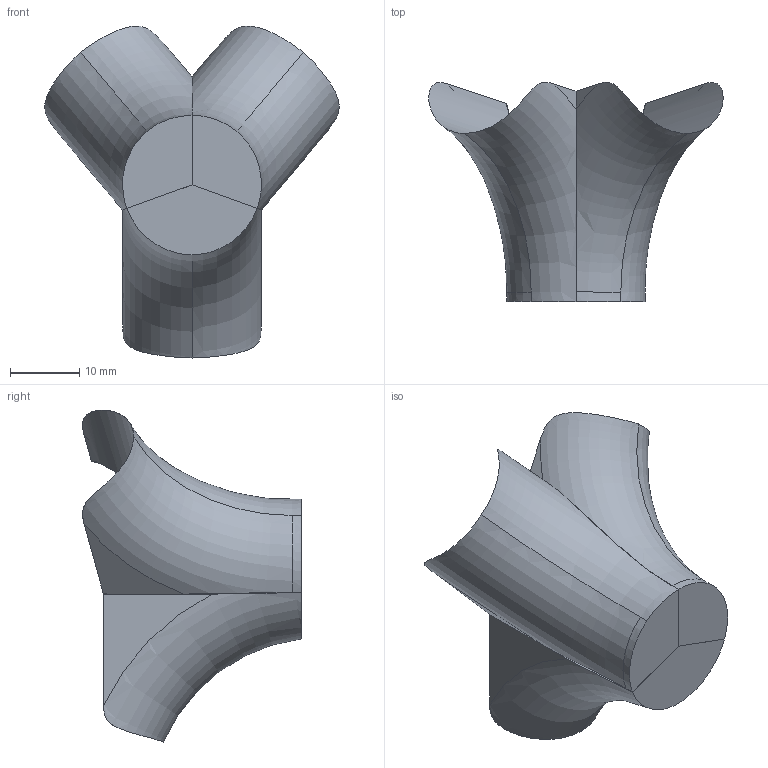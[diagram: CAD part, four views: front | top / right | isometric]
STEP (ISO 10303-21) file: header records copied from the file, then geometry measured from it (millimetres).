
FILE_DESCRIPTION (( 'STEP AP214' ), '1' );
FILE_NAME ('DVDZ0064D.STEP', '2021-03-10T08:24:38', ( '' ), ( '' ), 'SwSTEP 2.0', 'SolidWorks 2020', '' );
FILE_SCHEMA (( 'AUTOMOTIVE_DESIGN' ));
Length unit declared in the file: millimetre
Products named in the file (1): DVDZ0064D
Bounding box: 42.51 x 31.61 x 47.93 mm (x, y, z)
Volume: 11796.4 mm3; surface area: 6396.4 mm2
Topology: 3 solids, 3 shells, 26 faces, 60 edges, 40 vertices
Faces by surface type: plane 15, torus 8, cylinder 3
Entity records: 1393 total; most frequent: CARTESIAN_POINT 503, ORIENTED_EDGE 120, DIRECTION 101, EDGE_CURVE 60, AXIS2_PLACEMENT_3D 40, VERTEX_POINT 40, UNCERTAINTY_MEASURE_WITH_UNIT 31, STYLED_ITEM 30
